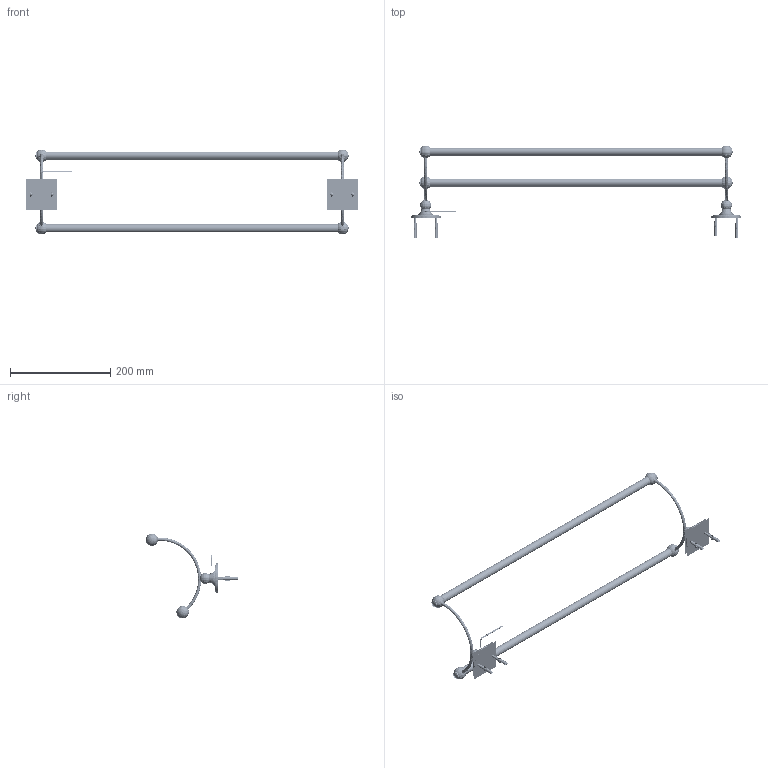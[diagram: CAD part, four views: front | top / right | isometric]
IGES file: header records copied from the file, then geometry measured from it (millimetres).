
Start section:  PTC IGES file: 2004240.igs
Global section: file name: 2004240.igs; native system: Pro/ENGINEER by Parametric Technology Corporation; preprocessor: 2008230; author: Administrator; organization: Unknown; date: 20140606.110634; units: millimetre
Bounding box: 662.77 x 185.17 x 169.59 mm (x, y, z)
Volume: 146013.1 mm3; surface area: 773295.8 mm2
Topology: 23 solids, 25 shells, 2508 faces, 12952 edges, 16396 vertices
Faces by surface type: revolution 1516, bspline 992
